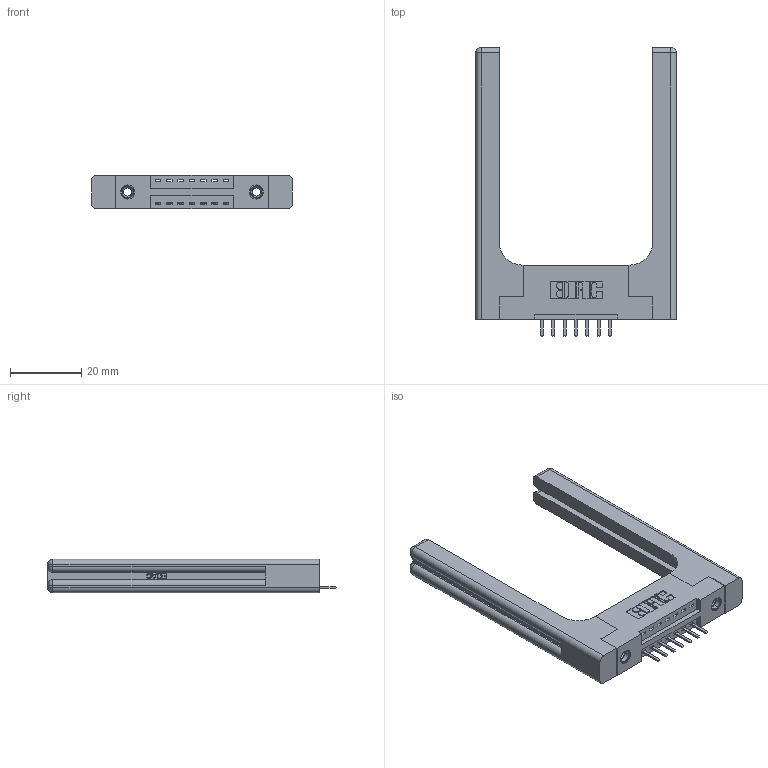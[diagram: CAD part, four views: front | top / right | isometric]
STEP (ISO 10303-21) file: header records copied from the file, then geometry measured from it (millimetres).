
FILE_DESCRIPTION (( 'STEP AP203' ), '1' );
FILE_NAME ('396-007-520-158.STEP', '2022-05-17T05:15:11', ( '' ), ( '' ), 'SwSTEP 2.0', 'SolidWorks 2020', '' );
FILE_SCHEMA (( 'CONFIG_CONTROL_DESIGN' ));
Length unit declared in the file: inch
Products named in the file (5): 346 Part_Flush Mounting Lugs - 0.156 Dia-TH; 345-292-001_345-293-120; 396-007-520-158; 346-220-058_345-220-058; 345-250-001_345-250-001-102
Assembly tree (12 placements, depth 2):
  396-007-520-158
    346 Part_Flush Mounting Lugs - 0.156 Dia-TH
    345-292-001_345-293-120  x7
    345-250-001_345-250-001-102  x2
    346-220-058_345-220-058  x2
Bounding box: 56.29 x 80.98 x 9.4 mm (x, y, z)
Volume: 12626.9 mm3; surface area: 11141.9 mm2
Topology: 12 solids, 12 shells, 826 faces, 2319 edges, 1506 vertices
Faces by surface type: plane 532, cylinder 234, bspline 36, cone 12, sphere 8, torus 4
Entity records: 14768 total; most frequent: CARTESIAN_POINT 3536, ORIENTED_EDGE 2260, DIRECTION 2080, EDGE_CURVE 1130, VECTOR 874, LINE 874, VERTEX_POINT 742, AXIS2_PLACEMENT_3D 603
